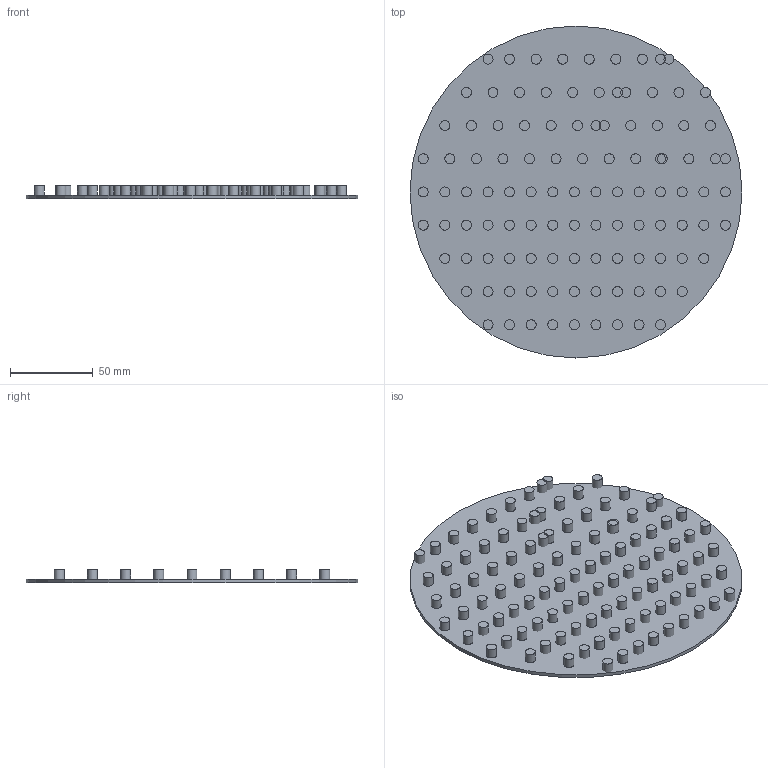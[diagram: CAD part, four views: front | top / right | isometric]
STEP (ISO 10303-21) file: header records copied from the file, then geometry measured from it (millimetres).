
FILE_DESCRIPTION(('FreeCAD Model'),'2;1');
FILE_NAME('STEPs.step','2021-03-02T19:29:52',('Author'),(''), 'Open CASCADE STEP processor 7.3','FreeCAD','Unknown');
FILE_SCHEMA(('AUTOMOTIVE_DESIGN { 1 0 10303 214 1 1 1 1 }'));
Length unit declared in the file: millimetre
Products named in the file (40): cylinder031; cylinder033; cylinder027; cylinder025; cylinder029; cylinder045; cylinder072; cylinder074; cylinder083; cylinder049; cylinder051; cylinder053; cylinder068; cylinder047; cylinder064; cylinder066; cylinder070; cylinder087; cylinder089; cylinder091; cylinder085; cylinder103; cylinder105; cylinder109; cylinder107; cylinder111; cylinder113; cylinder093; cylinder095; cylinder126; cylinder133; cylinder136; cylinder150; cylinder115; Fusion; cylinder192; cylinder171; cylinder174; cylinder193; cylinder185
Bounding box: 200 x 200 x 8 mm (x, y, z)
Volume: 83698.3 mm3; surface area: 80204.9 mm2
Topology: 40 solids, 40 shells, 333 faces, 404 edges, 293 vertices
Faces by surface type: plane 222, cylinder 111
Full cylindrical faces by diameter (mm): 6 x110, 200 x1
Entity records: 12792 total; most frequent: DIRECTION 2171, CARTESIAN_POINT 1841, ORIENTED_EDGE 808, PCURVE 808, DEFINITIONAL_REPRESENTATION 808, CIRCLE 657, AXIS2_PLACEMENT_3D 627, LINE 553
